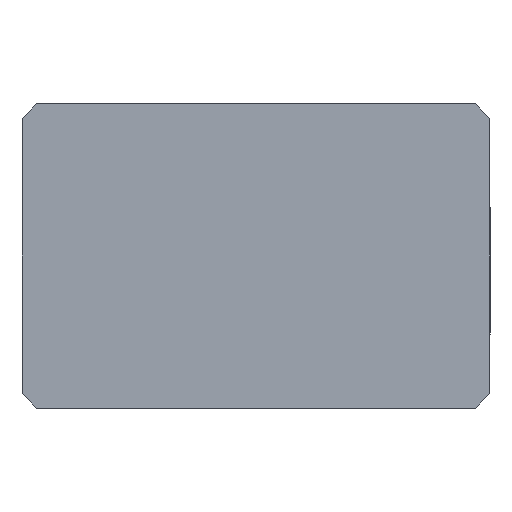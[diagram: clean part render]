
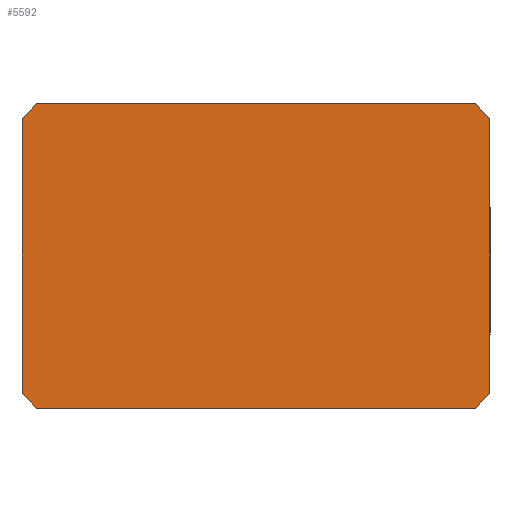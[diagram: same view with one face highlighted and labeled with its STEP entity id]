
A CAD part, front view. The second image highlights one B-rep face of the part: STEP entity #5592.
In plain terms, the highlighted planar face has unit normal (0, -1, 0).
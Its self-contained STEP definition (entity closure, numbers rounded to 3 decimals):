
#188=PLANE('',#5792);
#488=FACE_OUTER_BOUND('',#810,.T.);
#810=EDGE_LOOP('',(#5024,#5025,#5026,#5027,#5028,#5029,#5030,#5031));
#1346=LINE('',#9666,#1941);
#1348=LINE('',#9670,#1943);
#1355=LINE('',#9684,#1950);
#1356=LINE('',#9686,#1951);
#1357=LINE('',#9688,#1952);
#1358=LINE('',#9690,#1953);
#1359=LINE('',#9692,#1954);
#1360=LINE('',#9693,#1955);
#1941=VECTOR('',#6630,10.);
#1943=VECTOR('',#6634,10.);
#1950=VECTOR('',#6643,10.);
#1951=VECTOR('',#6644,10.);
#1952=VECTOR('',#6645,10.);
#1953=VECTOR('',#6646,10.);
#1954=VECTOR('',#6647,10.);
#1955=VECTOR('',#6648,10.);
#2733=VERTEX_POINT('',#9663);
#2734=VERTEX_POINT('',#9665);
#2735=VERTEX_POINT('',#9669);
#2741=VERTEX_POINT('',#9683);
#2742=VERTEX_POINT('',#9685);
#2743=VERTEX_POINT('',#9687);
#2744=VERTEX_POINT('',#9689);
#2745=VERTEX_POINT('',#9691);
#3503=EDGE_CURVE('',#2733,#2734,#1346,.T.);
#3505=EDGE_CURVE('',#2734,#2735,#1348,.T.);
#3512=EDGE_CURVE('',#2741,#2733,#1355,.T.);
#3513=EDGE_CURVE('',#2742,#2741,#1356,.T.);
#3514=EDGE_CURVE('',#2742,#2743,#1357,.T.);
#3515=EDGE_CURVE('',#2744,#2743,#1358,.T.);
#3516=EDGE_CURVE('',#2744,#2745,#1359,.T.);
#3517=EDGE_CURVE('',#2735,#2745,#1360,.T.);
#5024=ORIENTED_EDGE('',*,*,#3503,.F.);
#5025=ORIENTED_EDGE('',*,*,#3512,.F.);
#5026=ORIENTED_EDGE('',*,*,#3513,.F.);
#5027=ORIENTED_EDGE('',*,*,#3514,.T.);
#5028=ORIENTED_EDGE('',*,*,#3515,.F.);
#5029=ORIENTED_EDGE('',*,*,#3516,.T.);
#5030=ORIENTED_EDGE('',*,*,#3517,.F.);
#5031=ORIENTED_EDGE('',*,*,#3505,.F.);
#5592=ADVANCED_FACE('',(#488),#188,.F.);
#5792=AXIS2_PLACEMENT_3D('',#9682,#6641,#6642);
#6630=DIRECTION('',(-0.707,0.,-0.707));
#6634=DIRECTION('',(-1.,0.,0.));
#6641=DIRECTION('center_axis',(0.,1.,0.));
#6642=DIRECTION('ref_axis',(0.,0.,1.));
#6643=DIRECTION('',(0.,0.,-1.));
#6644=DIRECTION('',(0.707,0.,-0.707));
#6645=DIRECTION('',(-1.,0.,0.));
#6646=DIRECTION('',(0.707,0.,0.707));
#6647=DIRECTION('',(0.,0.,-1.));
#6648=DIRECTION('',(-0.707,0.,0.707));
#9663=CARTESIAN_POINT('',(0.,0.,-29.));
#9665=CARTESIAN_POINT('',(-2.,0.,-31.));
#9666=CARTESIAN_POINT('',(-3.75,0.,-32.75));
#9669=CARTESIAN_POINT('',(-61.,0.,-31.));
#9670=CARTESIAN_POINT('',(0.,0.,-31.));
#9682=CARTESIAN_POINT('Origin',(-31.5,0.,-10.5));
#9683=CARTESIAN_POINT('',(0.,0.,8.));
#9684=CARTESIAN_POINT('',(0.,0.,10.));
#9685=CARTESIAN_POINT('',(-2.,0.,10.));
#9686=CARTESIAN_POINT('',(-3.75,0.,11.75));
#9687=CARTESIAN_POINT('',(-61.,0.,10.));
#9688=CARTESIAN_POINT('',(0.,0.,10.));
#9689=CARTESIAN_POINT('',(-63.,0.,8.));
#9690=CARTESIAN_POINT('',(-59.25,0.,11.75));
#9691=CARTESIAN_POINT('',(-63.,0.,-29.));
#9692=CARTESIAN_POINT('',(-63.,0.,0.));
#9693=CARTESIAN_POINT('',(-59.25,0.,-32.75));
